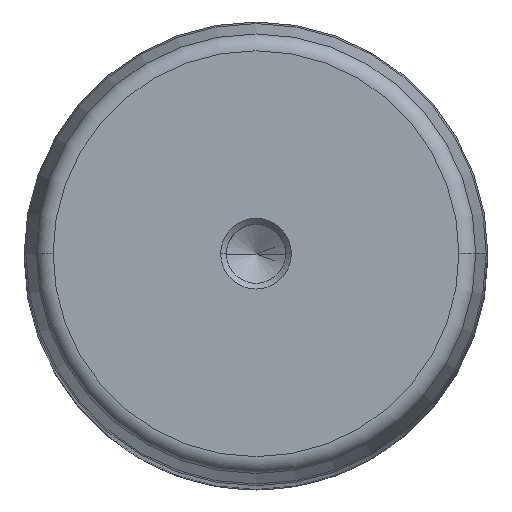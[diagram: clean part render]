
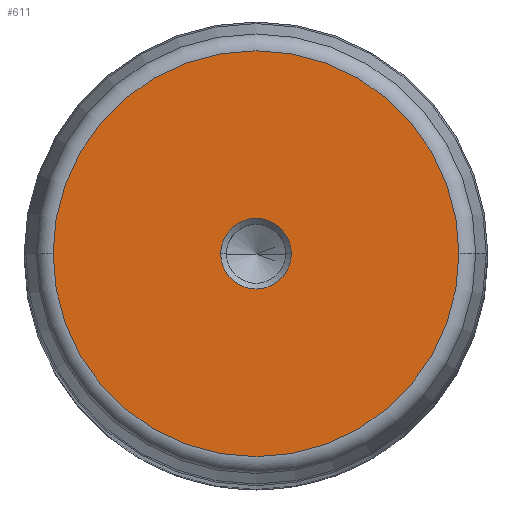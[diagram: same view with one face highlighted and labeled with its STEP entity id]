
A CAD part, top view. The second image highlights one B-rep face of the part: STEP entity #611.
In plain terms, the highlighted planar face has unit normal (0, 0, 1).
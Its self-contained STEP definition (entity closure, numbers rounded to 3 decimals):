
#207 = DIRECTION ( 'NONE',  ( 1., 0., 0. ) ) ;
#241 = ORIENTED_EDGE ( 'NONE', *, *, #518, .T. ) ;
#502 = EDGE_LOOP ( 'NONE', ( #750, #241 ) ) ;
#513 = AXIS2_PLACEMENT_3D ( 'NONE', #3275, #3281, #2433 ) ;
#518 = EDGE_CURVE ( 'NONE', #1878, #1081, #1643, .T. ) ;
#590 = VERTEX_POINT ( 'NONE', #1911 ) ;
#609 = CARTESIAN_POINT ( 'NONE',  ( 6.1, 0., 450. ) ) ;
#611 = ADVANCED_FACE ( 'NONE', ( #3359, #2748 ), #764, .T. ) ;
#750 = ORIENTED_EDGE ( 'NONE', *, *, #2455, .T. ) ;
#756 = DIRECTION ( 'NONE',  ( 1., 0., 0. ) ) ;
#764 = PLANE ( 'NONE',  #2416 ) ;
#789 = DIRECTION ( 'NONE',  ( 0., 0., 1. ) ) ;
#876 = CIRCLE ( 'NONE', #2246, 35.019 ) ;
#995 = AXIS2_PLACEMENT_3D ( 'NONE', #3007, #1426, #1379 ) ;
#1003 = CARTESIAN_POINT ( 'NONE',  ( -6.1, 0., 450. ) ) ;
#1081 = VERTEX_POINT ( 'NONE', #609 ) ;
#1093 = DIRECTION ( 'NONE',  ( 0., 0., 1. ) ) ;
#1243 = CARTESIAN_POINT ( 'NONE',  ( -35.019, 0., 450. ) ) ;
#1379 = DIRECTION ( 'NONE',  ( 1., 0., 0. ) ) ;
#1426 = DIRECTION ( 'NONE',  ( 0., 0., 1. ) ) ;
#1542 = CIRCLE ( 'NONE', #2800, 6.1 ) ;
#1643 = CIRCLE ( 'NONE', #513, 6.1 ) ;
#1740 = CIRCLE ( 'NONE', #995, 35.019 ) ;
#1869 = CARTESIAN_POINT ( 'NONE',  ( 0., 0., 450. ) ) ;
#1878 = VERTEX_POINT ( 'NONE', #1003 ) ;
#1904 = DIRECTION ( 'NONE',  ( 0., 0., -1. ) ) ;
#1911 = CARTESIAN_POINT ( 'NONE',  ( 35.019, 0., 450. ) ) ;
#1965 = ORIENTED_EDGE ( 'NONE', *, *, #2506, .T. ) ;
#2181 = DIRECTION ( 'NONE',  ( 1., 0., 0. ) ) ;
#2246 = AXIS2_PLACEMENT_3D ( 'NONE', #1869, #789, #207 ) ;
#2297 = EDGE_LOOP ( 'NONE', ( #1965, #2551 ) ) ;
#2416 = AXIS2_PLACEMENT_3D ( 'NONE', #2681, #1093, #2181 ) ;
#2433 = DIRECTION ( 'NONE',  ( 1., 0., 0. ) ) ;
#2455 = EDGE_CURVE ( 'NONE', #1081, #1878, #1542, .T. ) ;
#2506 = EDGE_CURVE ( 'NONE', #590, #2776, #876, .T. ) ;
#2551 = ORIENTED_EDGE ( 'NONE', *, *, #3496, .T. ) ;
#2681 = CARTESIAN_POINT ( 'NONE',  ( 0., 0., 450. ) ) ;
#2748 = FACE_BOUND ( 'NONE', #502, .T. ) ;
#2776 = VERTEX_POINT ( 'NONE', #1243 ) ;
#2800 = AXIS2_PLACEMENT_3D ( 'NONE', #3520, #1904, #756 ) ;
#3007 = CARTESIAN_POINT ( 'NONE',  ( 0., 0., 450. ) ) ;
#3275 = CARTESIAN_POINT ( 'NONE',  ( 0., 0., 450. ) ) ;
#3281 = DIRECTION ( 'NONE',  ( 0., 0., -1. ) ) ;
#3359 = FACE_OUTER_BOUND ( 'NONE', #2297, .T. ) ;
#3496 = EDGE_CURVE ( 'NONE', #2776, #590, #1740, .T. ) ;
#3520 = CARTESIAN_POINT ( 'NONE',  ( 0., 0., 450. ) ) ;
